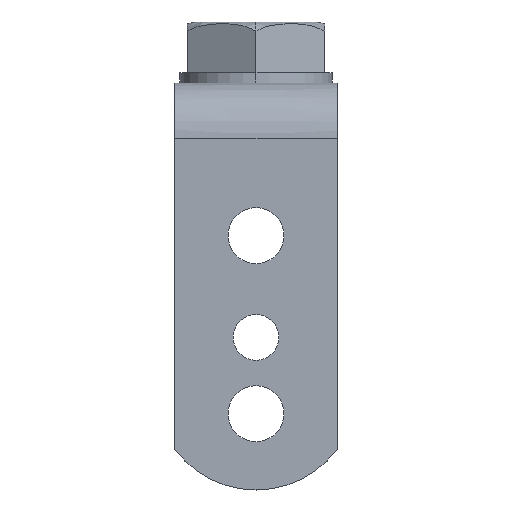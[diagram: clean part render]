
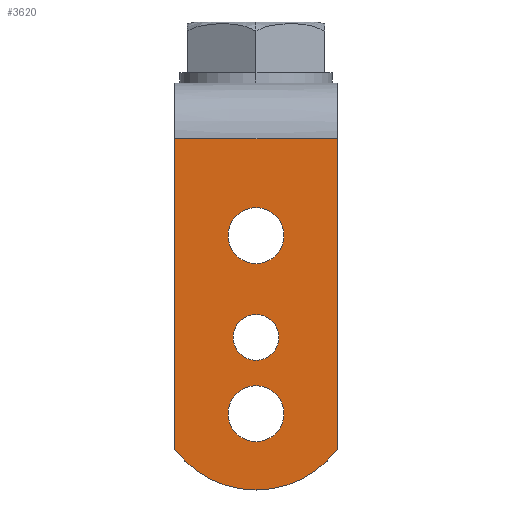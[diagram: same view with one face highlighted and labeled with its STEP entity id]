
A CAD part, left-side view. The second image highlights one B-rep face of the part: STEP entity #3620.
In plain terms, the highlighted planar face has unit normal (-1, 0, 0).
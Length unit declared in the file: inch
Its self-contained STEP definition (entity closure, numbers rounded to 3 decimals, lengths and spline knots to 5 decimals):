
#27 = VERTEX_POINT ( 'NONE', #3038 ) ;
#44 = CARTESIAN_POINT ( 'NONE',  ( 0., 0.21654, 0.7874 ) ) ;
#54 = CARTESIAN_POINT ( 'NONE',  ( 0., 0.62992, 1.53543 ) ) ;
#81 = VERTEX_POINT ( 'NONE', #3400 ) ;
#95 = EDGE_CURVE ( 'NONE', #4065, #2207, #1560, .T. ) ;
#117 = DIRECTION ( 'NONE',  ( 0., -1., 0. ) ) ;
#151 = FACE_BOUND ( 'NONE', #163, .T. ) ;
#163 = EDGE_LOOP ( 'NONE', ( #2925, #4108 ) ) ;
#213 = CARTESIAN_POINT ( 'NONE',  ( 0., 0., 0. ) ) ;
#414 = CARTESIAN_POINT ( 'NONE',  ( 0., 0., 0. ) ) ;
#513 = DIRECTION ( 'NONE',  ( 1., 0., 0. ) ) ;
#545 = CARTESIAN_POINT ( 'NONE',  ( 0., 0., 0.7874 ) ) ;
#557 = CARTESIAN_POINT ( 'NONE',  ( 0., 0., -0.59055 ) ) ;
#572 = EDGE_LOOP ( 'NONE', ( #3570, #3406, #2083, #3087, #2498 ) ) ;
#605 = DIRECTION ( 'NONE',  ( 1., 0., 0. ) ) ;
#611 = AXIS2_PLACEMENT_3D ( 'NONE', #545, #1204, #3491 ) ;
#625 = VERTEX_POINT ( 'NONE', #2233 ) ;
#707 = CARTESIAN_POINT ( 'NONE',  ( 0., 0., -0.59055 ) ) ;
#812 = CARTESIAN_POINT ( 'NONE',  ( 0., -0.62992, -0.86614 ) ) ;
#848 = LINE ( 'NONE', #54, #3054 ) ;
#854 = DIRECTION ( 'NONE',  ( 0., -1., 0. ) ) ;
#875 = ORIENTED_EDGE ( 'NONE', *, *, #894, .T. ) ;
#881 = AXIS2_PLACEMENT_3D ( 'NONE', #1512, #1826, #3792 ) ;
#894 = EDGE_CURVE ( 'NONE', #922, #81, #1500, .T. ) ;
#922 = VERTEX_POINT ( 'NONE', #1070 ) ;
#957 = EDGE_CURVE ( 'NONE', #3026, #4065, #1831, .T. ) ;
#992 = FACE_BOUND ( 'NONE', #1389, .T. ) ;
#1012 = CIRCLE ( 'NONE', #611, 0.21654 ) ;
#1058 = EDGE_CURVE ( 'NONE', #3634, #625, #3430, .T. ) ;
#1070 = CARTESIAN_POINT ( 'NONE',  ( 0., -0.21654, -0.59055 ) ) ;
#1094 = EDGE_CURVE ( 'NONE', #1959, #27, #1012, .T. ) ;
#1204 = DIRECTION ( 'NONE',  ( 1., 0., 0. ) ) ;
#1257 = DIRECTION ( 'NONE',  ( -1., 0., 0. ) ) ;
#1389 = EDGE_LOOP ( 'NONE', ( #875, #2386 ) ) ;
#1405 = CIRCLE ( 'NONE', #2161, 0.17717 ) ;
#1444 = DIRECTION ( 'NONE',  ( 0., 0., -1. ) ) ;
#1500 = CIRCLE ( 'NONE', #2106, 0.21654 ) ;
#1512 = CARTESIAN_POINT ( 'NONE',  ( 0., 0., 0.7874 ) ) ;
#1560 = CIRCLE ( 'NONE', #2850, 0.7874 ) ;
#1601 = CARTESIAN_POINT ( 'NONE',  ( 0., -0.62992, 1.53543 ) ) ;
#1611 = DIRECTION ( 'NONE',  ( 0., 1., 0. ) ) ;
#1623 = CARTESIAN_POINT ( 'NONE',  ( 0., 0.62992, 1.53543 ) ) ;
#1661 = DIRECTION ( 'NONE',  ( 1., 0., 0. ) ) ;
#1747 = DIRECTION ( 'NONE',  ( 1., 0., 0. ) ) ;
#1756 = CARTESIAN_POINT ( 'NONE',  ( 0., 0., -1.1811 ) ) ;
#1776 = EDGE_CURVE ( 'NONE', #2207, #3909, #2171, .T. ) ;
#1818 = CIRCLE ( 'NONE', #881, 0.21654 ) ;
#1826 = DIRECTION ( 'NONE',  ( 1., 0., 0. ) ) ;
#1831 = LINE ( 'NONE', #2818, #2901 ) ;
#1857 = LINE ( 'NONE', #4191, #1898 ) ;
#1858 = DIRECTION ( 'NONE',  ( 0., 0., 1. ) ) ;
#1898 = VECTOR ( 'NONE', #1858, 39.37008 ) ;
#1899 = CARTESIAN_POINT ( 'NONE',  ( 0., 0., -0.3937 ) ) ;
#1905 = EDGE_CURVE ( 'NONE', #27, #1959, #1818, .T. ) ;
#1906 = PLANE ( 'NONE',  #1955 ) ;
#1910 = DIRECTION ( 'NONE',  ( 0., 0., -1. ) ) ;
#1955 = AXIS2_PLACEMENT_3D ( 'NONE', #2515, #1257, #3511 ) ;
#1959 = VERTEX_POINT ( 'NONE', #44 ) ;
#2077 = CARTESIAN_POINT ( 'NONE',  ( 0., 0.62992, -0.86614 ) ) ;
#2083 = ORIENTED_EDGE ( 'NONE', *, *, #3601, .F. ) ;
#2106 = AXIS2_PLACEMENT_3D ( 'NONE', #707, #1661, #2321 ) ;
#2161 = AXIS2_PLACEMENT_3D ( 'NONE', #414, #4024, #117 ) ;
#2171 = CIRCLE ( 'NONE', #3385, 0.7874 ) ;
#2207 = VERTEX_POINT ( 'NONE', #1756 ) ;
#2233 = CARTESIAN_POINT ( 'NONE',  ( 0., 0.17717, 0. ) ) ;
#2321 = DIRECTION ( 'NONE',  ( 0., -1., 0. ) ) ;
#2386 = ORIENTED_EDGE ( 'NONE', *, *, #3401, .T. ) ;
#2431 = ORIENTED_EDGE ( 'NONE', *, *, #1905, .T. ) ;
#2498 = ORIENTED_EDGE ( 'NONE', *, *, #95, .F. ) ;
#2515 = CARTESIAN_POINT ( 'NONE',  ( 0., 0.62992, -1.1974 ) ) ;
#2674 = CIRCLE ( 'NONE', #4139, 0.21654 ) ;
#2774 = EDGE_LOOP ( 'NONE', ( #2431, #3103 ) ) ;
#2798 = DIRECTION ( 'NONE',  ( 1., 0., 0. ) ) ;
#2818 = CARTESIAN_POINT ( 'NONE',  ( 0., -0.62992, 1.99467 ) ) ;
#2850 = AXIS2_PLACEMENT_3D ( 'NONE', #1899, #605, #1910 ) ;
#2859 = EDGE_CURVE ( 'NONE', #3026, #3731, #848, .T. ) ;
#2876 = CARTESIAN_POINT ( 'NONE',  ( 0., -0.17717, 0. ) ) ;
#2889 = AXIS2_PLACEMENT_3D ( 'NONE', #213, #513, #4134 ) ;
#2901 = VECTOR ( 'NONE', #3105, 39.37008 ) ;
#2925 = ORIENTED_EDGE ( 'NONE', *, *, #1058, .T. ) ;
#3026 = VERTEX_POINT ( 'NONE', #1601 ) ;
#3038 = CARTESIAN_POINT ( 'NONE',  ( 0., -0.21654, 0.7874 ) ) ;
#3054 = VECTOR ( 'NONE', #1611, 39.37008 ) ;
#3087 = ORIENTED_EDGE ( 'NONE', *, *, #1776, .F. ) ;
#3103 = ORIENTED_EDGE ( 'NONE', *, *, #1094, .T. ) ;
#3105 = DIRECTION ( 'NONE',  ( 0., 0., -1. ) ) ;
#3239 = EDGE_CURVE ( 'NONE', #625, #3634, #1405, .T. ) ;
#3385 = AXIS2_PLACEMENT_3D ( 'NONE', #3999, #1747, #1444 ) ;
#3400 = CARTESIAN_POINT ( 'NONE',  ( 0., 0.21654, -0.59055 ) ) ;
#3401 = EDGE_CURVE ( 'NONE', #81, #922, #2674, .T. ) ;
#3406 = ORIENTED_EDGE ( 'NONE', *, *, #2859, .T. ) ;
#3430 = CIRCLE ( 'NONE', #2889, 0.17717 ) ;
#3491 = DIRECTION ( 'NONE',  ( 0., -1., 0. ) ) ;
#3511 = DIRECTION ( 'NONE',  ( 0., 0., 1. ) ) ;
#3570 = ORIENTED_EDGE ( 'NONE', *, *, #957, .F. ) ;
#3601 = EDGE_CURVE ( 'NONE', #3909, #3731, #1857, .T. ) ;
#3620 = ADVANCED_FACE ( 'NONE', ( #3856, #992, #151, #3812 ), #1906, .T. ) ;
#3634 = VERTEX_POINT ( 'NONE', #2876 ) ;
#3731 = VERTEX_POINT ( 'NONE', #1623 ) ;
#3792 = DIRECTION ( 'NONE',  ( 0., -1., 0. ) ) ;
#3812 = FACE_BOUND ( 'NONE', #2774, .T. ) ;
#3856 = FACE_OUTER_BOUND ( 'NONE', #572, .T. ) ;
#3909 = VERTEX_POINT ( 'NONE', #2077 ) ;
#3999 = CARTESIAN_POINT ( 'NONE',  ( 0., 0., -0.3937 ) ) ;
#4024 = DIRECTION ( 'NONE',  ( 1., 0., 0. ) ) ;
#4065 = VERTEX_POINT ( 'NONE', #812 ) ;
#4108 = ORIENTED_EDGE ( 'NONE', *, *, #3239, .T. ) ;
#4134 = DIRECTION ( 'NONE',  ( 0., -1., 0. ) ) ;
#4139 = AXIS2_PLACEMENT_3D ( 'NONE', #557, #2798, #854 ) ;
#4191 = CARTESIAN_POINT ( 'NONE',  ( 0., 0.62992, 2.0118 ) ) ;
